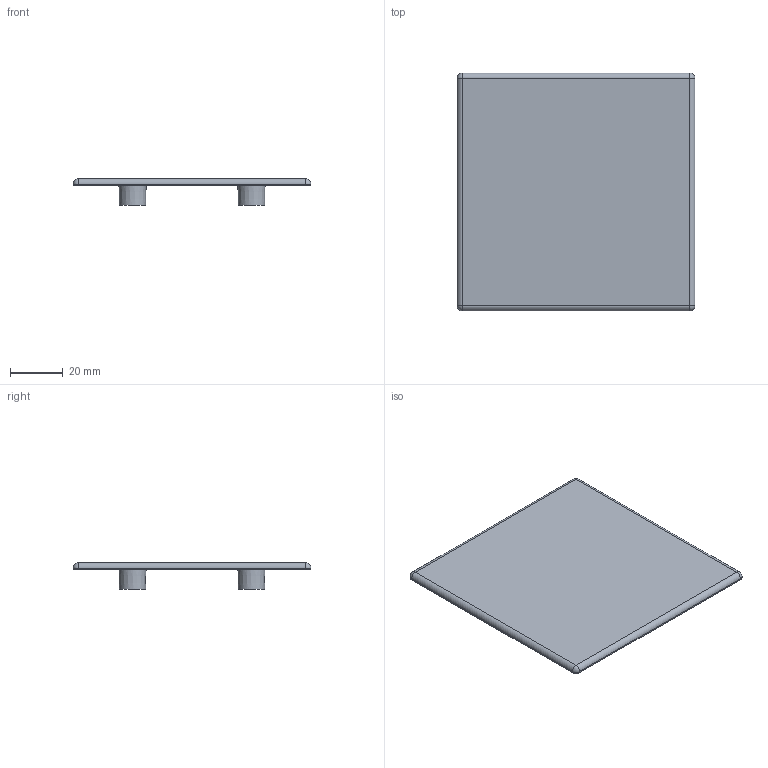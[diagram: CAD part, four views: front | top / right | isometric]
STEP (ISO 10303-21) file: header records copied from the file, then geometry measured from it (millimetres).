
FILE_DESCRIPTION(/* description */ ('TAPPO 90X90 NERO - CAVA 10'),/* implementation_level */ '2;1');
FILE_NAME(/* name */ 'DTPTR0000075-.stp',/* time_stamp */ '2019-07-16T09:31:55+02:00',/* author */ ('fzagni'),/* organization */ (''),/* preprocessor_version */ 'ST-DEVELOPER v17.2',/* originating_system */ 'Autodesk Inventor 2019',/* authorisation */ '');
FILE_SCHEMA (('AUTOMOTIVE_DESIGN { 1 0 10303 214 3 1 1 }'));
Length unit declared in the file: millimetre
Products named in the file (1): DTPTR0000075
Bounding box: 90 x 90 x 10 mm (x, y, z)
Volume: 20744.9 mm3; surface area: 18480.8 mm2
Topology: 1 solids, 1 shells, 34 faces, 60 edges, 36 vertices
Faces by surface type: plane 14, cone 8, cylinder 8, sphere 4
Entity records: 861 total; most frequent: DIRECTION 162, CARTESIAN_POINT 131, ORIENTED_EDGE 120, AXIS2_PLACEMENT_3D 67, EDGE_CURVE 60, EDGE_LOOP 42, VERTEX_POINT 36, FACE_OUTER_BOUND 34
